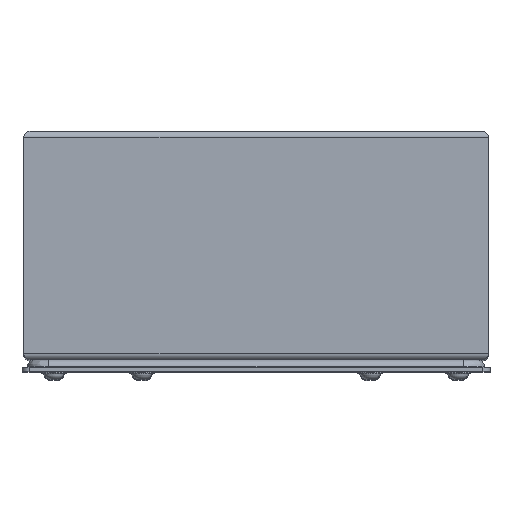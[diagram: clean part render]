
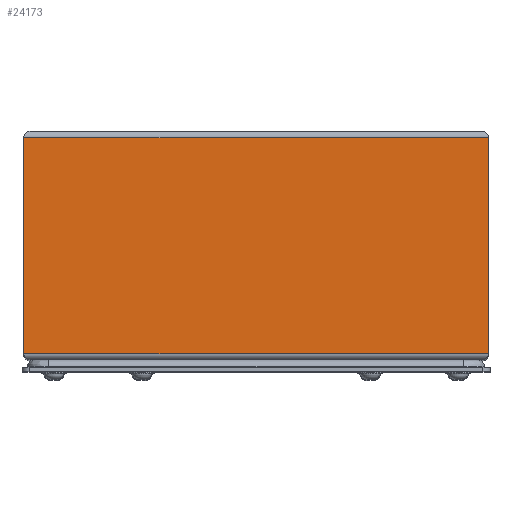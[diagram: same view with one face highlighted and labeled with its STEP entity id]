
A CAD part, top view. The second image highlights one B-rep face of the part: STEP entity #24173.
In plain terms, the highlighted planar face has unit normal (0, 0, 1).
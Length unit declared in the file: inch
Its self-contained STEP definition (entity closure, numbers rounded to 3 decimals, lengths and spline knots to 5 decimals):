
#1200 = CARTESIAN_POINT ( 'NONE',  ( -4.0675, 0.11, 5.0625 ) ) ;
#1686 = DIRECTION ( 'NONE',  ( 0., -1., 0. ) ) ;
#3710 = LINE ( 'NONE', #6010, #17335 ) ;
#3997 = ORIENTED_EDGE ( 'NONE', *, *, #10839, .T. ) ;
#5122 = VECTOR ( 'NONE', #6737, 39.37008 ) ;
#5472 = VECTOR ( 'NONE', #19682, 39.37008 ) ;
#5673 = CARTESIAN_POINT ( 'NONE',  ( 4.0625, 4., 5.0625 ) ) ;
#6010 = CARTESIAN_POINT ( 'NONE',  ( -4.0675, 4., 5.0625 ) ) ;
#6737 = DIRECTION ( 'NONE',  ( 1., 0., 0. ) ) ;
#6882 = ORIENTED_EDGE ( 'NONE', *, *, #20294, .F. ) ;
#6922 = VERTEX_POINT ( 'NONE', #21428 ) ;
#8269 = CARTESIAN_POINT ( 'NONE',  ( 4.0625, 0.11, 5.0625 ) ) ;
#8491 = CARTESIAN_POINT ( 'NONE',  ( 4.0625, 4., 5.0625 ) ) ;
#8600 = EDGE_CURVE ( 'NONE', #6922, #24650, #19119, .T. ) ;
#8872 = VERTEX_POINT ( 'NONE', #19802 ) ;
#10352 = EDGE_CURVE ( 'NONE', #22492, #8872, #23907, .T. ) ;
#10639 = LINE ( 'NONE', #8491, #5472 ) ;
#10839 = EDGE_CURVE ( 'NONE', #24650, #22492, #3710, .T. ) ;
#13697 = FACE_OUTER_BOUND ( 'NONE', #13821, .T. ) ;
#13821 = EDGE_LOOP ( 'NONE', ( #3997, #24861, #6882, #21759 ) ) ;
#14302 = CARTESIAN_POINT ( 'NONE',  ( -4.0675, 3.89, 5.0625 ) ) ;
#14429 = VECTOR ( 'NONE', #17095, 39.37008 ) ;
#17095 = DIRECTION ( 'NONE',  ( -1., 0., 0. ) ) ;
#17335 = VECTOR ( 'NONE', #1686, 39.37008 ) ;
#18013 = AXIS2_PLACEMENT_3D ( 'NONE', #5673, #21167, #23223 ) ;
#19119 = LINE ( 'NONE', #21392, #14429 ) ;
#19682 = DIRECTION ( 'NONE',  ( 0., -1., 0. ) ) ;
#19802 = CARTESIAN_POINT ( 'NONE',  ( 4.0625, 0.11, 5.0625 ) ) ;
#20294 = EDGE_CURVE ( 'NONE', #6922, #8872, #10639, .T. ) ;
#21167 = DIRECTION ( 'NONE',  ( 0., 0., -1. ) ) ;
#21392 = CARTESIAN_POINT ( 'NONE',  ( 4.0625, 3.89, 5.0625 ) ) ;
#21428 = CARTESIAN_POINT ( 'NONE',  ( 4.0625, 3.89, 5.0625 ) ) ;
#21759 = ORIENTED_EDGE ( 'NONE', *, *, #8600, .T. ) ;
#22492 = VERTEX_POINT ( 'NONE', #1200 ) ;
#23223 = DIRECTION ( 'NONE',  ( -1., 0., 0. ) ) ;
#23907 = LINE ( 'NONE', #8269, #5122 ) ;
#24173 = ADVANCED_FACE ( 'NONE', ( #13697 ), #25144, .F. ) ;
#24650 = VERTEX_POINT ( 'NONE', #14302 ) ;
#24861 = ORIENTED_EDGE ( 'NONE', *, *, #10352, .T. ) ;
#25144 = PLANE ( 'NONE',  #18013 ) ;
